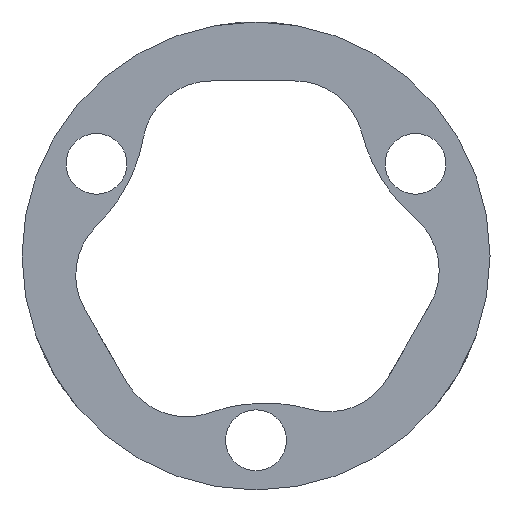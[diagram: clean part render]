
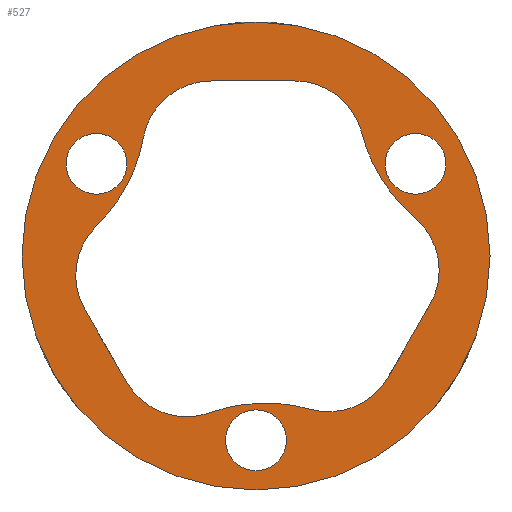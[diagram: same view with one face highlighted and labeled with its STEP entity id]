
A CAD part, front view. The second image highlights one B-rep face of the part: STEP entity #527.
In plain terms, the highlighted planar face has unit normal (0, -1, 0).
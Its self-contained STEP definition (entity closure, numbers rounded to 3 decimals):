
#26=FACE_BOUND('',#80,.T.);
#27=FACE_BOUND('',#81,.T.);
#28=FACE_BOUND('',#82,.T.);
#29=FACE_BOUND('',#83,.T.);
#40=PLANE('',#581);
#51=FACE_OUTER_BOUND('',#79,.T.);
#79=EDGE_LOOP('',(#373));
#80=EDGE_LOOP('',(#374));
#81=EDGE_LOOP('',(#375));
#82=EDGE_LOOP('',(#376));
#83=EDGE_LOOP('',(#377,#378,#379,#380,#381,#382,#383,#384,#385,#386,#387,
#388,#389,#390,#391,#392,#393,#394));
#117=LINE('',#819,#148);
#122=LINE('',#860,#153);
#123=LINE('',#872,#154);
#148=VECTOR('',#650,10.);
#153=VECTOR('',#695,10.);
#154=VECTOR('',#706,10.);
#175=CIRCLE('',#563,7.5);
#177=CIRCLE('',#566,16.5);
#180=CIRCLE('',#571,7.5);
#182=CIRCLE('',#574,16.5);
#184=CIRCLE('',#577,16.);
#185=CIRCLE('',#579,16.);
#187=CIRCLE('',#582,25.4);
#188=CIRCLE('',#583,3.3);
#189=CIRCLE('',#584,3.3);
#190=CIRCLE('',#585,3.3);
#191=CIRCLE('',#586,16.5);
#192=CIRCLE('',#587,7.5);
#193=CIRCLE('',#588,7.5);
#194=CIRCLE('',#589,16.5);
#195=CIRCLE('',#590,16.);
#196=CIRCLE('',#591,16.5);
#197=CIRCLE('',#592,7.5);
#198=CIRCLE('',#593,7.5);
#199=CIRCLE('',#594,16.5);
#217=VERTEX_POINT('',#803);
#218=VERTEX_POINT('',#805);
#220=VERTEX_POINT('',#811);
#222=VERTEX_POINT('',#817);
#225=VERTEX_POINT('',#825);
#227=VERTEX_POINT('',#831);
#229=VERTEX_POINT('',#837);
#230=VERTEX_POINT('',#841);
#232=VERTEX_POINT('',#847);
#233=VERTEX_POINT('',#849);
#234=VERTEX_POINT('',#851);
#235=VERTEX_POINT('',#853);
#236=VERTEX_POINT('',#855);
#237=VERTEX_POINT('',#857);
#238=VERTEX_POINT('',#859);
#239=VERTEX_POINT('',#861);
#240=VERTEX_POINT('',#863);
#241=VERTEX_POINT('',#865);
#242=VERTEX_POINT('',#867);
#243=VERTEX_POINT('',#869);
#244=VERTEX_POINT('',#871);
#245=VERTEX_POINT('',#873);
#269=EDGE_CURVE('',#218,#217,#175,.T.);
#272=EDGE_CURVE('',#220,#218,#177,.T.);
#276=EDGE_CURVE('',#217,#222,#117,.T.);
#280=EDGE_CURVE('',#222,#225,#180,.T.);
#283=EDGE_CURVE('',#225,#227,#182,.T.);
#286=EDGE_CURVE('',#227,#229,#184,.T.);
#287=EDGE_CURVE('',#230,#220,#185,.T.);
#290=EDGE_CURVE('',#232,#232,#187,.T.);
#291=EDGE_CURVE('',#233,#233,#188,.T.);
#292=EDGE_CURVE('',#234,#234,#189,.T.);
#293=EDGE_CURVE('',#235,#235,#190,.T.);
#294=EDGE_CURVE('',#229,#236,#191,.T.);
#295=EDGE_CURVE('',#236,#237,#192,.T.);
#296=EDGE_CURVE('',#237,#238,#122,.T.);
#297=EDGE_CURVE('',#238,#239,#193,.T.);
#298=EDGE_CURVE('',#239,#240,#194,.T.);
#299=EDGE_CURVE('',#240,#241,#195,.T.);
#300=EDGE_CURVE('',#242,#241,#196,.T.);
#301=EDGE_CURVE('',#243,#242,#197,.T.);
#302=EDGE_CURVE('',#243,#244,#123,.T.);
#303=EDGE_CURVE('',#245,#244,#198,.T.);
#304=EDGE_CURVE('',#230,#245,#199,.T.);
#373=ORIENTED_EDGE('',*,*,#290,.T.);
#374=ORIENTED_EDGE('',*,*,#291,.T.);
#375=ORIENTED_EDGE('',*,*,#292,.T.);
#376=ORIENTED_EDGE('',*,*,#293,.T.);
#377=ORIENTED_EDGE('',*,*,#272,.T.);
#378=ORIENTED_EDGE('',*,*,#269,.T.);
#379=ORIENTED_EDGE('',*,*,#276,.T.);
#380=ORIENTED_EDGE('',*,*,#280,.T.);
#381=ORIENTED_EDGE('',*,*,#283,.T.);
#382=ORIENTED_EDGE('',*,*,#286,.T.);
#383=ORIENTED_EDGE('',*,*,#294,.T.);
#384=ORIENTED_EDGE('',*,*,#295,.T.);
#385=ORIENTED_EDGE('',*,*,#296,.T.);
#386=ORIENTED_EDGE('',*,*,#297,.T.);
#387=ORIENTED_EDGE('',*,*,#298,.T.);
#388=ORIENTED_EDGE('',*,*,#299,.T.);
#389=ORIENTED_EDGE('',*,*,#300,.F.);
#390=ORIENTED_EDGE('',*,*,#301,.F.);
#391=ORIENTED_EDGE('',*,*,#302,.T.);
#392=ORIENTED_EDGE('',*,*,#303,.F.);
#393=ORIENTED_EDGE('',*,*,#304,.F.);
#394=ORIENTED_EDGE('',*,*,#287,.T.);
#527=ADVANCED_FACE('',(#51,#26,#27,#28,#29),#40,.F.);
#563=AXIS2_PLACEMENT_3D('',#806,#636,#637);
#566=AXIS2_PLACEMENT_3D('',#812,#643,#644);
#571=AXIS2_PLACEMENT_3D('',#827,#658,#659);
#574=AXIS2_PLACEMENT_3D('',#833,#665,#666);
#577=AXIS2_PLACEMENT_3D('',#839,#672,#673);
#579=AXIS2_PLACEMENT_3D('',#842,#676,#677);
#581=AXIS2_PLACEMENT_3D('',#846,#681,#682);
#582=AXIS2_PLACEMENT_3D('',#848,#683,#684);
#583=AXIS2_PLACEMENT_3D('',#850,#685,#686);
#584=AXIS2_PLACEMENT_3D('',#852,#687,#688);
#585=AXIS2_PLACEMENT_3D('',#854,#689,#690);
#586=AXIS2_PLACEMENT_3D('',#856,#691,#692);
#587=AXIS2_PLACEMENT_3D('',#858,#693,#694);
#588=AXIS2_PLACEMENT_3D('',#862,#696,#697);
#589=AXIS2_PLACEMENT_3D('',#864,#698,#699);
#590=AXIS2_PLACEMENT_3D('',#866,#700,#701);
#591=AXIS2_PLACEMENT_3D('',#868,#702,#703);
#592=AXIS2_PLACEMENT_3D('',#870,#704,#705);
#593=AXIS2_PLACEMENT_3D('',#874,#707,#708);
#594=AXIS2_PLACEMENT_3D('',#875,#709,#710);
#636=DIRECTION('center_axis',(0.,1.,0.));
#637=DIRECTION('ref_axis',(0.866,0.,0.5));
#643=DIRECTION('center_axis',(0.,-1.,0.));
#644=DIRECTION('ref_axis',(-0.27,0.,0.963));
#650=DIRECTION('',(-0.5,0.,0.866));
#658=DIRECTION('center_axis',(0.,1.,0.));
#659=DIRECTION('ref_axis',(0.866,0.,0.5));
#665=DIRECTION('center_axis',(0.,-1.,0.));
#666=DIRECTION('ref_axis',(0.721,0.,-0.693));
#672=DIRECTION('center_axis',(0.,1.,0.));
#673=DIRECTION('ref_axis',(-0.5,0.,-0.866));
#676=DIRECTION('center_axis',(0.,1.,0.));
#677=DIRECTION('ref_axis',(-0.5,0.,-0.866));
#681=DIRECTION('center_axis',(0.,1.,0.));
#682=DIRECTION('ref_axis',(-0.5,0.,-0.866));
#683=DIRECTION('center_axis',(0.,-1.,0.));
#684=DIRECTION('ref_axis',(-0.5,0.,-0.866));
#685=DIRECTION('center_axis',(0.,1.,0.));
#686=DIRECTION('ref_axis',(0.5,0.,0.866));
#687=DIRECTION('center_axis',(0.,1.,0.));
#688=DIRECTION('ref_axis',(0.5,0.,0.866));
#689=DIRECTION('center_axis',(0.,1.,0.));
#690=DIRECTION('ref_axis',(0.5,0.,0.866));
#691=DIRECTION('center_axis',(0.,-1.,0.));
#692=DIRECTION('ref_axis',(0.969,0.,-0.248));
#693=DIRECTION('center_axis',(0.,1.,0.));
#694=DIRECTION('ref_axis',(0.,0.,-1.));
#695=DIRECTION('',(1.,0.,0.));
#696=DIRECTION('center_axis',(0.,1.,0.));
#697=DIRECTION('ref_axis',(0.,0.,-1.));
#698=DIRECTION('center_axis',(0.,-1.,0.));
#699=DIRECTION('ref_axis',(-0.961,0.,-0.277));
#700=DIRECTION('center_axis',(0.,1.,0.));
#701=DIRECTION('ref_axis',(-0.5,0.,-0.866));
#702=DIRECTION('center_axis',(0.,1.,0.));
#703=DIRECTION('ref_axis',(-0.699,0.,-0.715));
#704=DIRECTION('center_axis',(0.,-1.,0.));
#705=DIRECTION('ref_axis',(-0.866,0.,0.5));
#706=DIRECTION('',(-0.5,0.,-0.866));
#707=DIRECTION('center_axis',(0.,-1.,0.));
#708=DIRECTION('ref_axis',(-0.866,0.,0.5));
#709=DIRECTION('center_axis',(0.,1.,0.));
#710=DIRECTION('ref_axis',(0.24,0.,0.971));
#803=CARTESIAN_POINT('',(-1804.026,1838.,113.294));
#805=CARTESIAN_POINT('',(-1794.952,1838.,110.002));
#806=CARTESIAN_POINT('Origin',(-1797.531,1838.,117.044));
#811=CARTESIAN_POINT('',(-1789.644,1838.,111.004));
#812=CARTESIAN_POINT('Origin',(-1789.278,1838.,94.508));
#817=CARTESIAN_POINT('',(-1808.563,1838.,121.152));
#819=CARTESIAN_POINT('',(-1807.509,1838.,119.326));
#825=CARTESIAN_POINT('',(-1807.281,1838.,130.293));
#827=CARTESIAN_POINT('Origin',(-1802.068,1838.,124.902));
#831=CARTESIAN_POINT('',(-1804.154,1838.,134.461));
#833=CARTESIAN_POINT('Origin',(-1818.75,1838.,142.155));
#837=CARTESIAN_POINT('',(-1804.031,1838.,134.69));
#839=CARTESIAN_POINT('Origin',(-1790.,1838.,127.));
#841=CARTESIAN_POINT('',(-1789.385,1838.,111.012));
#842=CARTESIAN_POINT('Origin',(-1790.,1838.,127.));
#846=CARTESIAN_POINT('Origin',(-1790.,1838.,127.));
#847=CARTESIAN_POINT('',(-1777.3,1838.,148.997));
#848=CARTESIAN_POINT('Origin',(-1790.,1838.,127.));
#849=CARTESIAN_POINT('',(-1774.329,1838.,134.142));
#850=CARTESIAN_POINT('Origin',(-1772.679,1838.,137.));
#851=CARTESIAN_POINT('',(-1791.65,1838.,104.142));
#852=CARTESIAN_POINT('Origin',(-1790.,1838.,107.));
#853=CARTESIAN_POINT('',(-1808.971,1838.,134.142));
#854=CARTESIAN_POINT('Origin',(-1807.321,1838.,137.));
#855=CARTESIAN_POINT('',(-1802.245,1838.,139.788));
#856=CARTESIAN_POINT('Origin',(-1818.5,1838.,142.62));
#857=CARTESIAN_POINT('',(-1794.856,1838.,146.));
#858=CARTESIAN_POINT('Origin',(-1794.856,1838.,138.5));
#859=CARTESIAN_POINT('',(-1785.784,1838.,146.));
#860=CARTESIAN_POINT('',(-1787.892,1838.,146.));
#861=CARTESIAN_POINT('',(-1778.507,1838.,140.319));
#862=CARTESIAN_POINT('Origin',(-1785.784,1838.,138.5));
#863=CARTESIAN_POINT('',(-1776.462,1838.,135.527));
#864=CARTESIAN_POINT('Origin',(-1762.5,1838.,144.321));
#865=CARTESIAN_POINT('',(-1776.325,1838.,135.306));
#866=CARTESIAN_POINT('Origin',(-1790.,1838.,127.));
#867=CARTESIAN_POINT('',(-1772.803,1838.,131.211));
#868=CARTESIAN_POINT('Origin',(-1762.222,1838.,143.871));
#869=CARTESIAN_POINT('',(-1771.117,1838.,121.706));
#870=CARTESIAN_POINT('Origin',(-1777.613,1838.,125.456));
#871=CARTESIAN_POINT('',(-1775.654,1838.,113.848));
#872=CARTESIAN_POINT('',(-1776.296,1838.,112.737));
#873=CARTESIAN_POINT('',(-1784.212,1838.,110.388));
#874=CARTESIAN_POINT('Origin',(-1782.149,1838.,117.598));
#875=CARTESIAN_POINT('Origin',(-1788.75,1838.,94.524));
